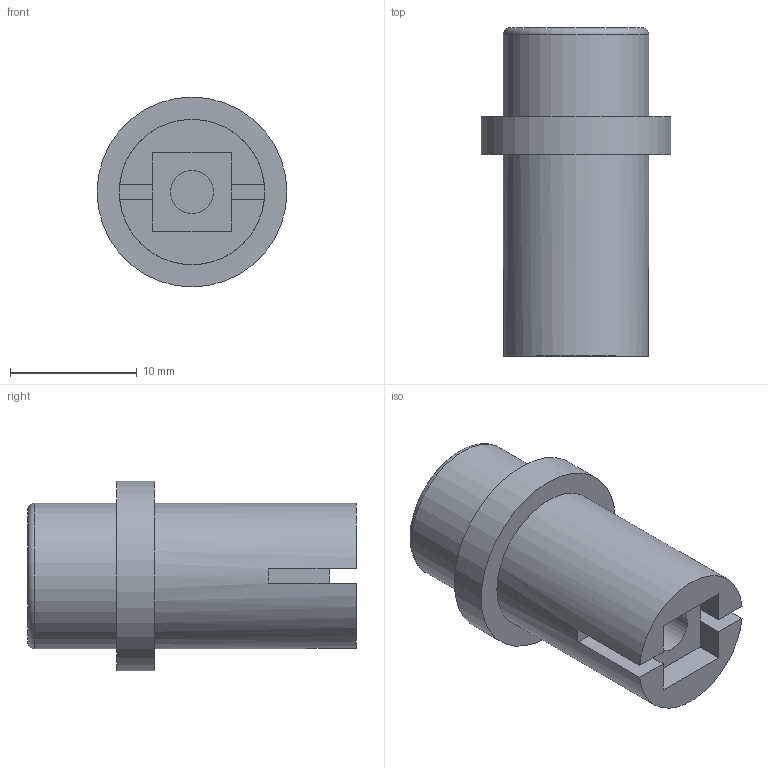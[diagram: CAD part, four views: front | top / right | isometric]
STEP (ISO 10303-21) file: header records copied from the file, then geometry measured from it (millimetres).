
FILE_DESCRIPTION(/* description */ (''),/* implementation_level */ '2;1');
FILE_NAME(/* name */ 'THEREALBUTTON.stp',/* time_stamp */ '2025-07-23T14:03:29-05:00',/* author */ ('SaiAn'),/* organization */ (''),/* preprocessor_version */ 'ST-DEVELOPER v20.1',/* originating_system */ 'Autodesk Inventor 2026',/* authorisation */ '');
FILE_SCHEMA (('AUTOMOTIVE_DESIGN { 1 0 10303 214 3 1 1 }'));
Length unit declared in the file: millimetre
Products named in the file (1): THEREALBUTTON
Bounding box: 15 x 25.92 x 15 mm (x, y, z)
Volume: 2716 mm3; surface area: 1502.2 mm2
Topology: 1 solids, 1 shells, 26 faces, 60 edges, 40 vertices
Faces by surface type: plane 21, cylinder 4, torus 1
Full cylindrical faces by diameter (mm): 3.4 x1, 11.481 x2, 15 x1
Entity records: 785 total; most frequent: DIRECTION 130, CARTESIAN_POINT 126, ORIENTED_EDGE 118, EDGE_CURVE 59, LINE 44, VECTOR 44, AXIS2_PLACEMENT_3D 43, VERTEX_POINT 38
